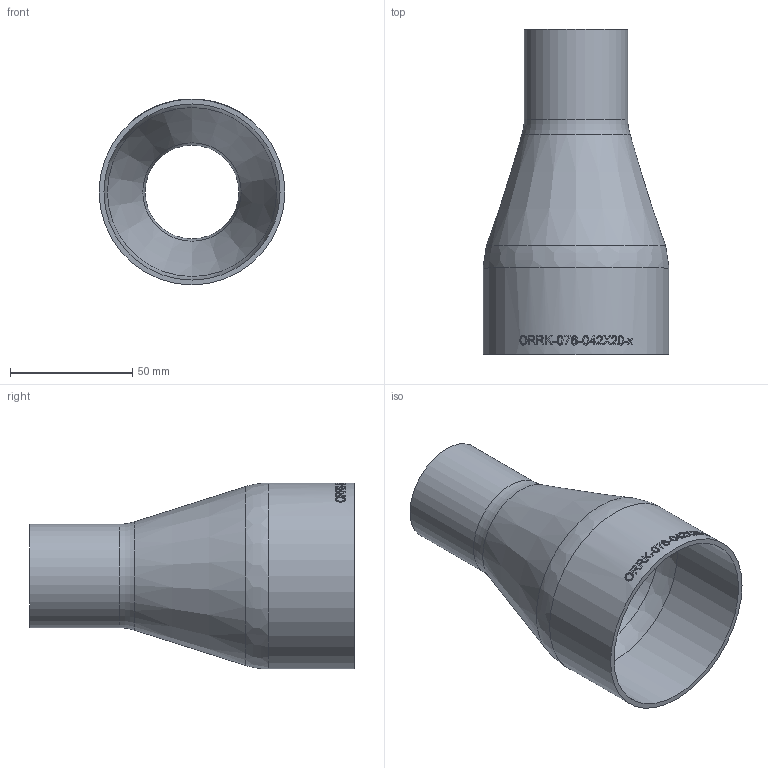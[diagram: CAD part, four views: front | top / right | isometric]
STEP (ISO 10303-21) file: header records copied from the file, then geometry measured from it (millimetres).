
FILE_DESCRIPTION (( 'STEP AP214' ), '1' );
FILE_NAME ('ORRK-076-042X20-x Reduzierung orbital ISO Koncenter 2008.STEP', '2020-08-14T12:48:19', ( '' ), ( '' ), 'SwSTEP 2.0', 'SolidWorks 2019', '' );
FILE_SCHEMA (( 'AUTOMOTIVE_DESIGN' ));
Length unit declared in the file: millimetre
Products named in the file (1): ORRK-076-042X20-x Reduzierung orbital ISO Koncenter 2008
Bounding box: 76.1 x 133 x 76.1 mm (x, y, z)
Volume: 47851 mm3; surface area: 49458.3 mm2
Topology: 1 solids, 1 shells, 232 faces, 607 edges, 402 vertices
Faces by surface type: bspline 127, plane 70, cylinder 29, torus 4, cone 2
Full cylindrical faces by diameter (mm): 38.4 x1, 42.4 x1, 72.1 x1, 76.1 x1
Entity records: 26751 total; most frequent: CARTESIAN_POINT 19787, ORIENTED_EDGE 1194, EDGE_CURVE 597, DIRECTION 503, B_SPLINE_CURVE_WITH_KNOTS 404, VERTEX_POINT 402, EDGE_LOOP 269, FACE_OUTER_BOUND 240
